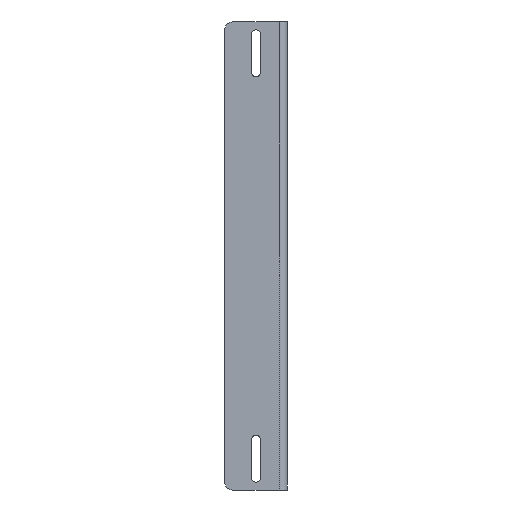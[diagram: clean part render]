
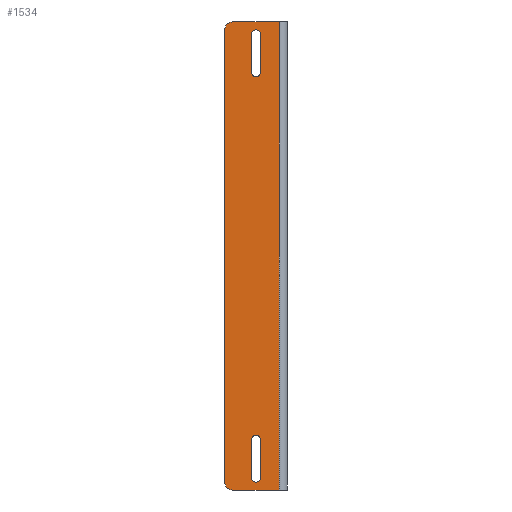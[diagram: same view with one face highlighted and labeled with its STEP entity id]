
A CAD part, left-side view. The second image highlights one B-rep face of the part: STEP entity #1534.
In plain terms, the highlighted planar face has unit normal (-1, 0, 0).
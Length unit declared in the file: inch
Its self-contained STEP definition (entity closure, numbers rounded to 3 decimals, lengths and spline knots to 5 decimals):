
#74 = DIRECTION ( 'NONE',  ( 0., 0., 1. ) ) ;
#105 = AXIS2_PLACEMENT_3D ( 'NONE', #2001, #3100, #3731 ) ;
#157 = CARTESIAN_POINT ( 'NONE',  ( -22.094, 2., -7.5 ) ) ;
#194 = VECTOR ( 'NONE', #3250, 39.37008 ) ;
#197 = CARTESIAN_POINT ( 'NONE',  ( -22.094, 0.8595, -13.3905 ) ) ;
#217 = LINE ( 'NONE', #157, #2076 ) ;
#238 = EDGE_CURVE ( 'NONE', #417, #1452, #3147, .T. ) ;
#243 = DIRECTION ( 'NONE',  ( 0., -1., 0. ) ) ;
#296 = FACE_OUTER_BOUND ( 'NONE', #3171, .T. ) ;
#324 = CARTESIAN_POINT ( 'NONE',  ( -22.094, 1.1405, -13.3905 ) ) ;
#360 = CARTESIAN_POINT ( 'NONE',  ( -22.094, 1., -14.6095 ) ) ;
#363 = VERTEX_POINT ( 'NONE', #2589 ) ;
#391 = VECTOR ( 'NONE', #243, 39.37008 ) ;
#395 = VERTEX_POINT ( 'NONE', #3212 ) ;
#417 = VERTEX_POINT ( 'NONE', #324 ) ;
#427 = CIRCLE ( 'NONE', #1573, 0.1405 ) ;
#454 = VECTOR ( 'NONE', #1777, 39.37008 ) ;
#524 = EDGE_CURVE ( 'NONE', #3638, #363, #1529, .T. ) ;
#599 = DIRECTION ( 'NONE',  ( 1., 0., 0. ) ) ;
#610 = CARTESIAN_POINT ( 'NONE',  ( -22.094, 1.1405, -14.6095 ) ) ;
#634 = CARTESIAN_POINT ( 'NONE',  ( -22.094, 1.75, -15. ) ) ;
#791 = EDGE_CURVE ( 'NONE', #363, #3697, #427, .T. ) ;
#825 = ORIENTED_EDGE ( 'NONE', *, *, #238, .T. ) ;
#829 = VECTOR ( 'NONE', #900, 39.37008 ) ;
#843 = DIRECTION ( 'NONE',  ( 1., 0., 0. ) ) ;
#854 = DIRECTION ( 'NONE',  ( 0., 0., 1. ) ) ;
#860 = ORIENTED_EDGE ( 'NONE', *, *, #1471, .T. ) ;
#879 = VECTOR ( 'NONE', #1290, 39.37008 ) ;
#889 = CIRCLE ( 'NONE', #1308, 0.1405 ) ;
#900 = DIRECTION ( 'NONE',  ( 0., 0., 1. ) ) ;
#934 = LINE ( 'NONE', #2986, #829 ) ;
#976 = CARTESIAN_POINT ( 'NONE',  ( -22.094, 0.8595, -0.3905 ) ) ;
#1012 = ORIENTED_EDGE ( 'NONE', *, *, #3107, .F. ) ;
#1107 = VERTEX_POINT ( 'NONE', #2410 ) ;
#1165 = ORIENTED_EDGE ( 'NONE', *, *, #524, .T. ) ;
#1195 = DIRECTION ( 'NONE',  ( 0., 0., 1. ) ) ;
#1260 = CARTESIAN_POINT ( 'NONE',  ( -22.094, 0.8595, -14. ) ) ;
#1261 = CARTESIAN_POINT ( 'NONE',  ( -22.094, 1.1405, -1.6095 ) ) ;
#1290 = DIRECTION ( 'NONE',  ( 0., -1., 0. ) ) ;
#1307 = EDGE_CURVE ( 'NONE', #395, #1886, #2687, .T. ) ;
#1308 = AXIS2_PLACEMENT_3D ( 'NONE', #360, #2679, #1511 ) ;
#1350 = LINE ( 'NONE', #3081, #391 ) ;
#1381 = CARTESIAN_POINT ( 'NONE',  ( -22.094, 0.8595, -14.6095 ) ) ;
#1393 = DIRECTION ( 'NONE',  ( 0., 0., 1. ) ) ;
#1407 = DIRECTION ( 'NONE',  ( 0., 0., 1. ) ) ;
#1443 = ORIENTED_EDGE ( 'NONE', *, *, #3276, .T. ) ;
#1446 = EDGE_CURVE ( 'NONE', #2062, #2017, #1350, .T. ) ;
#1452 = VERTEX_POINT ( 'NONE', #197 ) ;
#1471 = EDGE_CURVE ( 'NONE', #2306, #1107, #217, .T. ) ;
#1508 = LINE ( 'NONE', #2656, #3108 ) ;
#1511 = DIRECTION ( 'NONE',  ( 0., 0., 1. ) ) ;
#1529 = LINE ( 'NONE', #2625, #194 ) ;
#1534 = ADVANCED_FACE ( 'NONE', ( #3178, #2857, #296 ), #1740, .T. ) ;
#1573 = AXIS2_PLACEMENT_3D ( 'NONE', #1698, #3425, #854 ) ;
#1587 = ORIENTED_EDGE ( 'NONE', *, *, #2664, .T. ) ;
#1594 = DIRECTION ( 'NONE',  ( 1., 0., 0. ) ) ;
#1596 = ORIENTED_EDGE ( 'NONE', *, *, #2879, .T. ) ;
#1669 = CARTESIAN_POINT ( 'NONE',  ( -22.094, 0.25, -15. ) ) ;
#1698 = CARTESIAN_POINT ( 'NONE',  ( -22.094, 1., -1.6095 ) ) ;
#1740 = PLANE ( 'NONE',  #2865 ) ;
#1777 = DIRECTION ( 'NONE',  ( 0., 0., -1. ) ) ;
#1781 = AXIS2_PLACEMENT_3D ( 'NONE', #2588, #843, #3461 ) ;
#1886 = VERTEX_POINT ( 'NONE', #2472 ) ;
#1905 = CIRCLE ( 'NONE', #2995, 0.25 ) ;
#1930 = DIRECTION ( 'NONE',  ( 0., 0., 1. ) ) ;
#2001 = CARTESIAN_POINT ( 'NONE',  ( -22.094, 1.75, -14.75 ) ) ;
#2017 = VERTEX_POINT ( 'NONE', #2149 ) ;
#2053 = AXIS2_PLACEMENT_3D ( 'NONE', #2788, #1594, #1930 ) ;
#2062 = VERTEX_POINT ( 'NONE', #634 ) ;
#2063 = EDGE_CURVE ( 'NONE', #3697, #3593, #1508, .T. ) ;
#2076 = VECTOR ( 'NONE', #2517, 39.37008 ) ;
#2085 = VECTOR ( 'NONE', #1393, 39.37008 ) ;
#2088 = CIRCLE ( 'NONE', #1781, 0.1405 ) ;
#2098 = EDGE_LOOP ( 'NONE', ( #2140, #3235, #3575, #1165 ) ) ;
#2140 = ORIENTED_EDGE ( 'NONE', *, *, #791, .T. ) ;
#2147 = ORIENTED_EDGE ( 'NONE', *, *, #2409, .T. ) ;
#2149 = CARTESIAN_POINT ( 'NONE',  ( -22.094, 0.25, -15. ) ) ;
#2173 = EDGE_LOOP ( 'NONE', ( #1443, #1596, #825, #2147 ) ) ;
#2294 = CARTESIAN_POINT ( 'NONE',  ( -22.094, 2., -0.25 ) ) ;
#2306 = VERTEX_POINT ( 'NONE', #2294 ) ;
#2409 = EDGE_CURVE ( 'NONE', #1452, #3434, #2690, .T. ) ;
#2410 = CARTESIAN_POINT ( 'NONE',  ( -22.094, 2., -14.75 ) ) ;
#2421 = CARTESIAN_POINT ( 'NONE',  ( -22.094, 1.125, 0. ) ) ;
#2472 = CARTESIAN_POINT ( 'NONE',  ( -22.094, 0.25, 0. ) ) ;
#2517 = DIRECTION ( 'NONE',  ( 0., 0., -1. ) ) ;
#2588 = CARTESIAN_POINT ( 'NONE',  ( -22.094, 1., -0.3905 ) ) ;
#2589 = CARTESIAN_POINT ( 'NONE',  ( -22.094, 0.8595, -1.6095 ) ) ;
#2592 = ORIENTED_EDGE ( 'NONE', *, *, #3297, .F. ) ;
#2593 = LINE ( 'NONE', #1669, #2085 ) ;
#2625 = CARTESIAN_POINT ( 'NONE',  ( -22.094, 0.8595, -1. ) ) ;
#2637 = CARTESIAN_POINT ( 'NONE',  ( -22.094, 1.1405, -0.3905 ) ) ;
#2656 = CARTESIAN_POINT ( 'NONE',  ( -22.094, 1.1405, -1. ) ) ;
#2664 = EDGE_CURVE ( 'NONE', #2017, #1886, #2593, .T. ) ;
#2679 = DIRECTION ( 'NONE',  ( 1., 0., 0. ) ) ;
#2687 = LINE ( 'NONE', #2421, #879 ) ;
#2690 = LINE ( 'NONE', #1260, #454 ) ;
#2788 = CARTESIAN_POINT ( 'NONE',  ( -22.094, 1., -13.3905 ) ) ;
#2838 = CARTESIAN_POINT ( 'NONE',  ( -22.094, 0., -15. ) ) ;
#2857 = FACE_BOUND ( 'NONE', #2173, .T. ) ;
#2865 = AXIS2_PLACEMENT_3D ( 'NONE', #2838, #3463, #1407 ) ;
#2879 = EDGE_CURVE ( 'NONE', #3531, #417, #934, .T. ) ;
#2954 = ORIENTED_EDGE ( 'NONE', *, *, #1307, .F. ) ;
#2986 = CARTESIAN_POINT ( 'NONE',  ( -22.094, 1.1405, -14. ) ) ;
#2995 = AXIS2_PLACEMENT_3D ( 'NONE', #3229, #599, #1195 ) ;
#3081 = CARTESIAN_POINT ( 'NONE',  ( -22.094, 1.125, -15. ) ) ;
#3100 = DIRECTION ( 'NONE',  ( 1., 0., 0. ) ) ;
#3107 = EDGE_CURVE ( 'NONE', #2062, #1107, #3365, .T. ) ;
#3108 = VECTOR ( 'NONE', #74, 39.37008 ) ;
#3117 = EDGE_CURVE ( 'NONE', #3593, #3638, #2088, .T. ) ;
#3147 = CIRCLE ( 'NONE', #2053, 0.1405 ) ;
#3171 = EDGE_LOOP ( 'NONE', ( #860, #1012, #3679, #1587, #2954, #2592 ) ) ;
#3178 = FACE_BOUND ( 'NONE', #2098, .T. ) ;
#3212 = CARTESIAN_POINT ( 'NONE',  ( -22.094, 1.75, 0. ) ) ;
#3229 = CARTESIAN_POINT ( 'NONE',  ( -22.094, 1.75, -0.25 ) ) ;
#3235 = ORIENTED_EDGE ( 'NONE', *, *, #2063, .T. ) ;
#3250 = DIRECTION ( 'NONE',  ( 0., 0., -1. ) ) ;
#3276 = EDGE_CURVE ( 'NONE', #3434, #3531, #889, .T. ) ;
#3297 = EDGE_CURVE ( 'NONE', #2306, #395, #1905, .T. ) ;
#3365 = CIRCLE ( 'NONE', #105, 0.25 ) ;
#3425 = DIRECTION ( 'NONE',  ( 1., 0., 0. ) ) ;
#3434 = VERTEX_POINT ( 'NONE', #1381 ) ;
#3461 = DIRECTION ( 'NONE',  ( 0., 0., 1. ) ) ;
#3463 = DIRECTION ( 'NONE',  ( -1., 0., 0. ) ) ;
#3531 = VERTEX_POINT ( 'NONE', #610 ) ;
#3575 = ORIENTED_EDGE ( 'NONE', *, *, #3117, .T. ) ;
#3593 = VERTEX_POINT ( 'NONE', #2637 ) ;
#3638 = VERTEX_POINT ( 'NONE', #976 ) ;
#3679 = ORIENTED_EDGE ( 'NONE', *, *, #1446, .T. ) ;
#3697 = VERTEX_POINT ( 'NONE', #1261 ) ;
#3731 = DIRECTION ( 'NONE',  ( 0., 0., 1. ) ) ;
